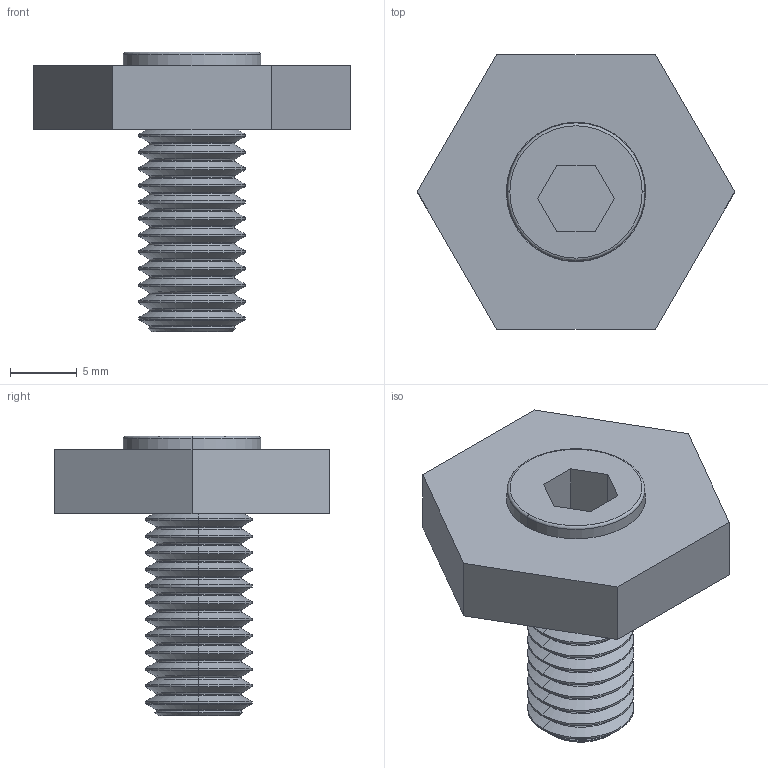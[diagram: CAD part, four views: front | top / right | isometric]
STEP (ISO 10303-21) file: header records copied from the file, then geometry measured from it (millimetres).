
FILE_DESCRIPTION (( 'STEP AP214' ), '1' );
FILE_NAME ('X50208.STEP', '2020-04-02T13:00:41', ( '' ), ( '' ), 'SwSTEP 2.0', 'SolidWorks 2017', '' );
FILE_SCHEMA (( 'AUTOMOTIVE_DESIGN' ));
Length unit declared in the file: millimetre
Products named in the file (3): X50208; 50367_69458-colly; MiteeBite-50208_10205
Assembly tree (2 placements, depth 2):
  X50208
    MiteeBite-50208_10205
    50367_69458-colly
Bounding box: 23.83 x 20.64 x 21 mm (x, y, z)
Volume: 2356.4 mm3; surface area: 2096 mm2
Topology: 2 solids, 2 shells, 161 faces, 328 edges, 174 vertices
Faces by surface type: cone 56, torus 54, cylinder 32, plane 19
Entity records: 4411 total; most frequent: DIRECTION 864, CARTESIAN_POINT 668, ORIENTED_EDGE 656, AXIS2_PLACEMENT_3D 370, EDGE_CURVE 328, CIRCLE 204, VERTEX_POINT 174, EDGE_LOOP 166
